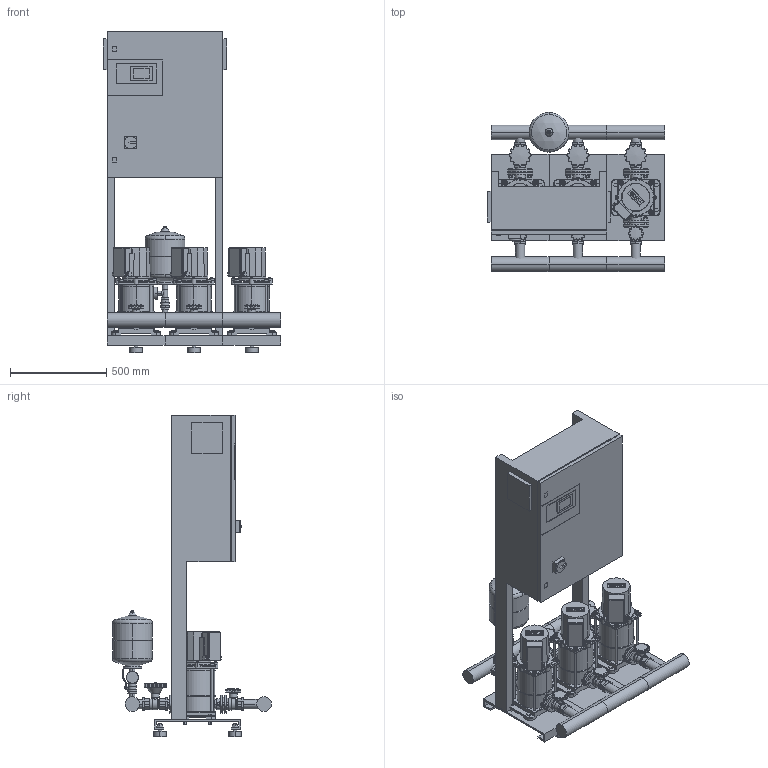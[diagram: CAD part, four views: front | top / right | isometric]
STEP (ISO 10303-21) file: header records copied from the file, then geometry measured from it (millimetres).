
FILE_DESCRIPTION((''),'2;1');
FILE_NAME('3d_COR-3 MVIS 803-2524503.stp','2009-03-26T13:04:41',(''),(''),'Mechanical Desktop 2008','Mechanical Desktop 2008',', , ');
FILE_SCHEMA(('CONFIG_CONTROL_DESIGN'));
Length unit declared in the file: millimetre
Products named in the file (1): 3D_COR-3 MVIS 803-2524503
Bounding box: 920 x 825.05 x 1670 mm (x, y, z)
Volume: 189306670.5 mm3; surface area: 7547186.7 mm2
Topology: 123 solids, 123 shells, 3245 faces, 7735 edges, 4884 vertices
Faces by surface type: plane 1358, cylinder 867, bspline 741, cone 132, torus 130, sphere 17
Entity records: 105668 total; most frequent: CARTESIAN_POINT 31843, ORIENTED_EDGE 15326, DIRECTION 14942, EDGE_CURVE 7663, AXIS2_PLACEMENT_3D 5160, VERTEX_POINT 4884, VECTOR 4622, LINE 4622
